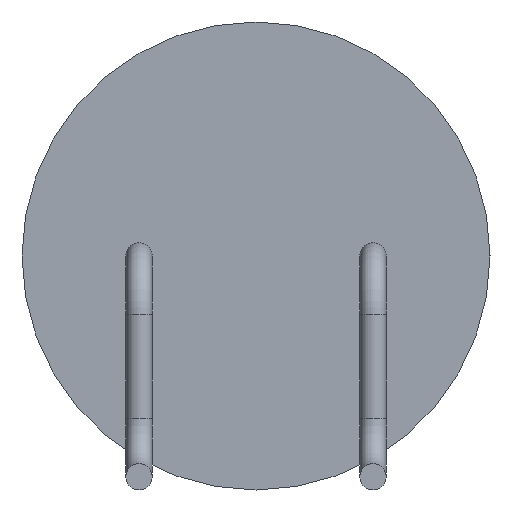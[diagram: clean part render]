
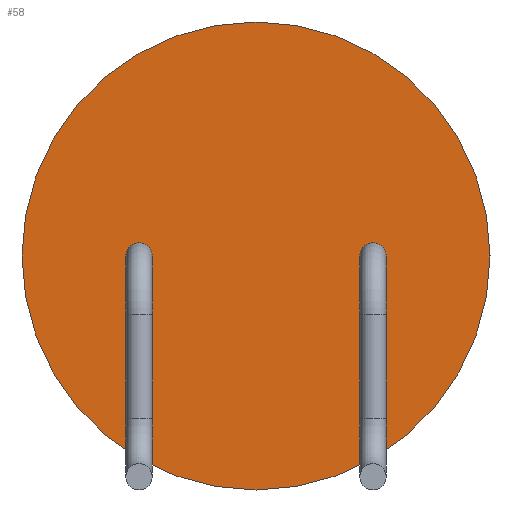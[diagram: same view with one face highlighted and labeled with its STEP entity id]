
A CAD part, left-side view. The second image highlights one B-rep face of the part: STEP entity #58.
In plain terms, the highlighted planar face has unit normal (-1, 0, 0).
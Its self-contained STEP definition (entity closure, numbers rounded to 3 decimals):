
#58=ADVANCED_FACE('',(#175,#177,#179),#181,.F.);
#175=FACE_BOUND('',#176,.T.);
#176=EDGE_LOOP('',(#288));
#177=FACE_BOUND('',#178,.T.);
#178=EDGE_LOOP('',(#289));
#179=FACE_BOUND('',#180,.T.);
#180=EDGE_LOOP('',(#290));
#181=PLANE('',#182);
#182=AXIS2_PLACEMENT_3D('',#183,#184,#185);
#183=CARTESIAN_POINT('',(0.,0.,0.));
#184=DIRECTION('',(1.,0.,0.));
#185=DIRECTION('',(0.,1.,0.));
#288=ORIENTED_EDGE('',*,*,#312,.F.);
#289=ORIENTED_EDGE('',*,*,#313,.F.);
#290=ORIENTED_EDGE('',*,*,#314,.F.);
#312=EDGE_CURVE('',#324,#324,#325,.T.);
#313=EDGE_CURVE('',#326,#326,#327,.F.);
#314=EDGE_CURVE('',#328,#328,#329,.F.);
#324=VERTEX_POINT('',#348);
#325=CIRCLE('',#349,8.);
#326=VERTEX_POINT('',#353);
#327=CIRCLE('',#354,0.45);
#328=VERTEX_POINT('',#358);
#329=CIRCLE('',#359,0.45);
#348=CARTESIAN_POINT('',(0.,8.,7.998));
#349=AXIS2_PLACEMENT_3D('',#350,#351,#352);
#350=CARTESIAN_POINT('',(0.,0.,7.998));
#351=DIRECTION('',(1.,0.,0.));
#352=DIRECTION('',(0.,1.,0.));
#353=CARTESIAN_POINT('',(0.,4.,8.448));
#354=AXIS2_PLACEMENT_3D('',#355,#356,#357);
#355=CARTESIAN_POINT('',(0.,4.,7.998));
#356=DIRECTION('',(1.,0.,0.));
#357=DIRECTION('',(0.,0.,1.));
#358=CARTESIAN_POINT('',(0.,-4.,8.448));
#359=AXIS2_PLACEMENT_3D('',#360,#361,#362);
#360=CARTESIAN_POINT('',(0.,-4.,7.998));
#361=DIRECTION('',(1.,0.,0.));
#362=DIRECTION('',(0.,0.,1.));
